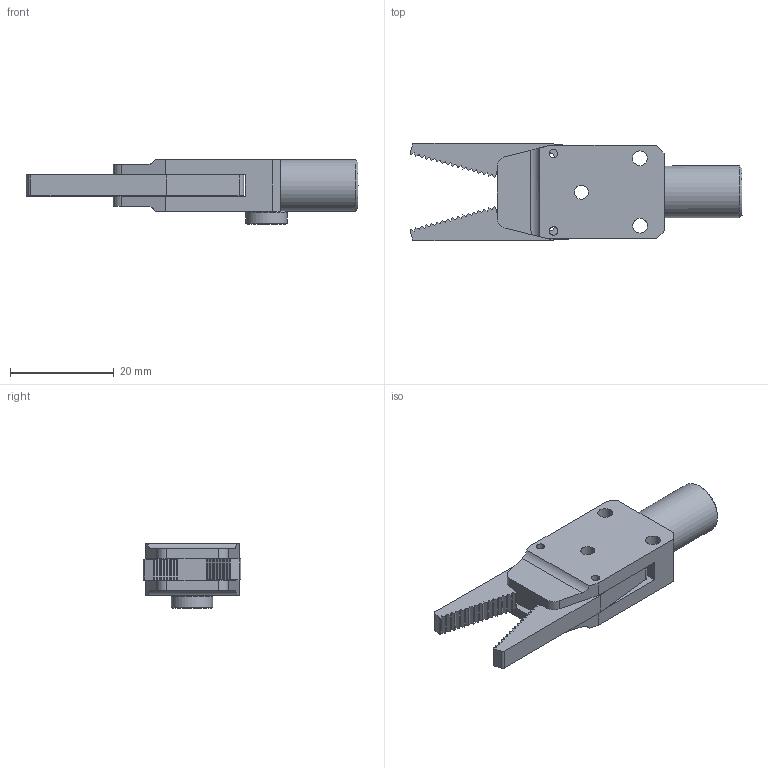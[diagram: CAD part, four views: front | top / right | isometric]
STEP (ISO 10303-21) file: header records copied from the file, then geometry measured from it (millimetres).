
FILE_DESCRIPTION(('STEP AP214'),'1');
FILE_NAME('CA.GZA.10.08.stp','2017-12-15T11:10:53',(' '),(' '),'Spatial InterOp 3D',' ',' ');
FILE_SCHEMA(('AUTOMOTIVE_DESIGN { 1 0 10303 214 1 1 1 1 }'));
Length unit declared in the file: millimetre
Products named in the file (4): GZA.10.08.1; CA.08.14.013; GZA.10.08.3
Assembly tree (4 placements, depth 2):
  (unnamed)
    GZA.10.08.1
    CA.08.14.013
    GZA.10.08.3  x2
Bounding box: 64.02 x 18.88 x 12.5 mm (x, y, z)
Volume: 6264.6 mm3; surface area: 5256.3 mm2
Topology: 4 solids, 4 shells, 186 faces, 504 edges, 329 vertices
Faces by surface type: plane 138, cylinder 39, cone 8, torus 1
Full cylindrical faces by diameter (mm): 1.65 x4, 2.05 x3, 2.6 x1, 2.7 x2, 2.85 x2, 3.8 x1, 4.2 x3, 5 x1, 8 x1, 10 x1
Entity records: 5274 total; most frequent: CARTESIAN_POINT 833, DIRECTION 670, ORIENTED_EDGE 636, EDGE_CURVE 318, LINE 230, VECTOR 230, AXIS2_PLACEMENT_3D 220, VERTEX_POINT 220
